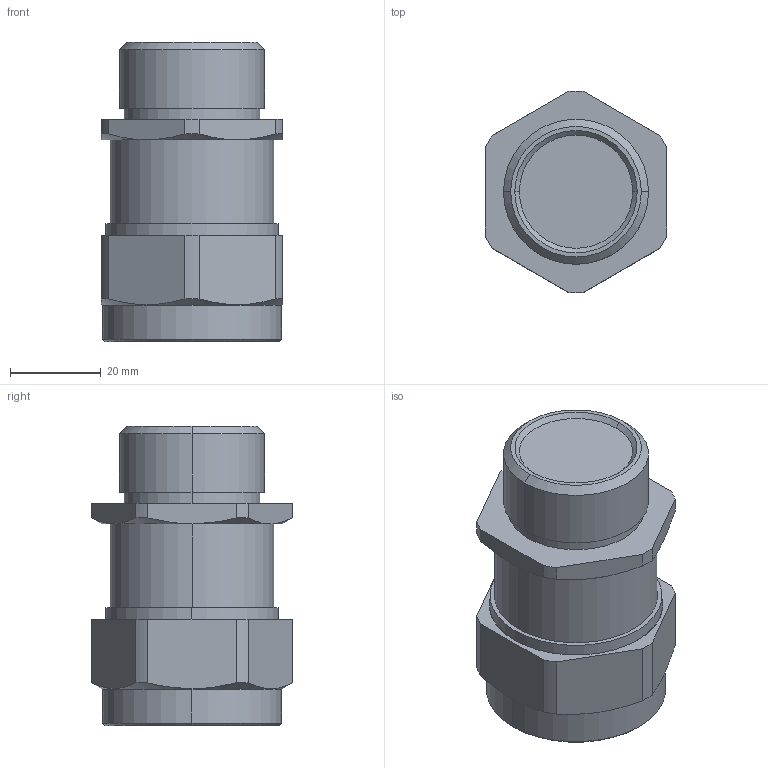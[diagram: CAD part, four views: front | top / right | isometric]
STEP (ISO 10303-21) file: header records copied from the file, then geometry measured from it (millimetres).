
FILE_DESCRIPTION (( 'STEP AP203' ), '1' );
FILE_NAME ('ﾊﾍﾂ3Mﾍ.STEP', '2021-05-26T12:36:27', ( '' ), ( '' ), 'SwSTEP 2.0', 'SolidWorks 2018', '' );
FILE_SCHEMA (( 'CONFIG_CONTROL_DESIGN' ));
Length unit declared in the file: millimetre
Products named in the file (1): ﾊﾍﾂ3Mﾍ
Bounding box: 40 x 44.49 x 66 mm (x, y, z)
Volume: 70783.8 mm3; surface area: 11672.3 mm2
Topology: 1 solids, 1 shells, 65 faces, 152 edges, 98 vertices
Faces by surface type: cylinder 26, plane 23, cone 16
Entity records: 2065 total; most frequent: CARTESIAN_POINT 460, DIRECTION 338, ORIENTED_EDGE 304, EDGE_CURVE 152, AXIS2_PLACEMENT_3D 136, VERTEX_POINT 98, EDGE_LOOP 74, CIRCLE 70
